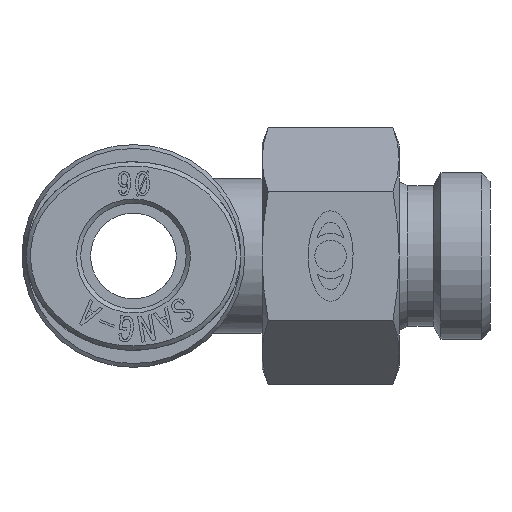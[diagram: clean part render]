
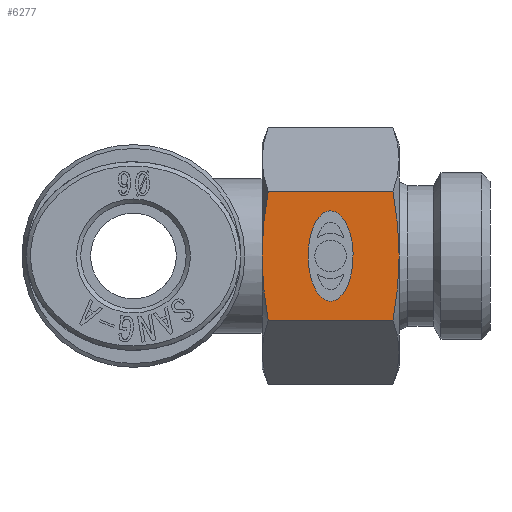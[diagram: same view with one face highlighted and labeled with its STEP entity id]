
A CAD part, left-side view. The second image highlights one B-rep face of the part: STEP entity #6277.
In plain terms, the highlighted face is planar.
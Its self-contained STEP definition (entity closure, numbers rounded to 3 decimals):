
#6159=CARTESIAN_POINT('',(6.5,-4.,-2.63));
#6160=VERTEX_POINT('',#6159);
#6161=CARTESIAN_POINT('',(6.5,-4.,0.));
#6162=DIRECTION('',(-1.0,0.0,0.0));
#6163=DIRECTION('',(0.0,0.0,1.0));
#6164=AXIS2_PLACEMENT_3D('',#6161,#6162,#6163);
#6165=ELLIPSE('',#6164,2.63,1.316);
#6166=EDGE_CURVE('',#6160,#6160,#6165,.T.);
#6191=CARTESIAN_POINT('',(6.5,0.,-3.753));
#6192=DIRECTION('',(1.0,0.0,0.0));
#6193=DIRECTION('',(0.0,0.0,1.0));
#6194=AXIS2_PLACEMENT_3D('',#6191,#6192,#6193);
#6195=PLANE('',#6194);
#6196=CARTESIAN_POINT('',(6.5,-8.,0.0));
#6197=VERTEX_POINT('',#6196);
#6198=CARTESIAN_POINT('',(6.5,-7.634,-3.753));
#6199=VERTEX_POINT('',#6198);
#6200=CARTESIAN_POINT('',(6.5,-8.,0.0));
#6201=CARTESIAN_POINT('',(6.5,-8.,-1.742));
#6202=CARTESIAN_POINT('',(6.5,-7.634,-3.753));
#6210=(BOUNDED_CURVE()B_SPLINE_CURVE(2,(#6200,#6201,#6202),.UNSPECIFIED.,.F.,.U.)B_SPLINE_CURVE_WITH_KNOTS((3,3),(0.643,1.053),.UNSPECIFIED.)CURVE()GEOMETRIC_REPRESENTATION_ITEM()RATIONAL_B_SPLINE_CURVE((1.0,1.061,1.044))REPRESENTATION_ITEM(''));
#6211=EDGE_CURVE('',#6197,#6199,#6210,.T.);
#6212=ORIENTED_EDGE('',*,*,#6211,.T.);
#6213=CARTESIAN_POINT('',(6.5,-0.366,-3.753));
#6214=VERTEX_POINT('',#6213);
#6215=CARTESIAN_POINT('',(6.5,-0.366,-3.753));
#6216=DIRECTION('',(0.0,-1.0,0.0));
#6217=VECTOR('',#6216,7.268);
#6218=LINE('',#6215,#6217);
#6219=EDGE_CURVE('',#6214,#6199,#6218,.T.);
#6220=ORIENTED_EDGE('',*,*,#6219,.F.);
#6221=CARTESIAN_POINT('',(6.5,0.0,0.0));
#6222=VERTEX_POINT('',#6221);
#6223=CARTESIAN_POINT('',(6.5,-0.366,-3.753));
#6224=CARTESIAN_POINT('',(6.5,0.,-1.742));
#6225=CARTESIAN_POINT('',(6.5,0.,0.0));
#6233=(BOUNDED_CURVE()B_SPLINE_CURVE(2,(#6223,#6224,#6225),.UNSPECIFIED.,.F.,.U.)B_SPLINE_CURVE_WITH_KNOTS((3,3),(0.234,0.643),.UNSPECIFIED.)CURVE()GEOMETRIC_REPRESENTATION_ITEM()RATIONAL_B_SPLINE_CURVE((1.044,1.061,1.0))REPRESENTATION_ITEM(''));
#6234=EDGE_CURVE('',#6214,#6222,#6233,.T.);
#6235=ORIENTED_EDGE('',*,*,#6234,.T.);
#6236=CARTESIAN_POINT('',(6.5,-0.366,3.753));
#6237=VERTEX_POINT('',#6236);
#6238=CARTESIAN_POINT('',(6.5,0.,0.0));
#6239=CARTESIAN_POINT('',(6.5,0.,1.742));
#6240=CARTESIAN_POINT('',(6.5,-0.366,3.753));
#6248=(BOUNDED_CURVE()B_SPLINE_CURVE(2,(#6238,#6239,#6240),.UNSPECIFIED.,.F.,.U.)B_SPLINE_CURVE_WITH_KNOTS((3,3),(0.643,1.053),.UNSPECIFIED.)CURVE()GEOMETRIC_REPRESENTATION_ITEM()RATIONAL_B_SPLINE_CURVE((1.0,1.061,1.044))REPRESENTATION_ITEM(''));
#6249=EDGE_CURVE('',#6222,#6237,#6248,.T.);
#6250=ORIENTED_EDGE('',*,*,#6249,.T.);
#6251=CARTESIAN_POINT('',(6.5,-7.634,3.753));
#6252=VERTEX_POINT('',#6251);
#6253=CARTESIAN_POINT('',(6.5,-0.366,3.753));
#6254=DIRECTION('',(0.0,-1.0,0.0));
#6255=VECTOR('',#6254,7.268);
#6256=LINE('',#6253,#6255);
#6257=EDGE_CURVE('',#6237,#6252,#6256,.T.);
#6258=ORIENTED_EDGE('',*,*,#6257,.T.);
#6259=CARTESIAN_POINT('',(6.5,-7.634,3.753));
#6260=CARTESIAN_POINT('',(6.5,-8.,1.742));
#6261=CARTESIAN_POINT('',(6.5,-8.,0.0));
#6269=(BOUNDED_CURVE()B_SPLINE_CURVE(2,(#6259,#6260,#6261),.UNSPECIFIED.,.F.,.U.)B_SPLINE_CURVE_WITH_KNOTS((3,3),(0.234,0.643),.UNSPECIFIED.)CURVE()GEOMETRIC_REPRESENTATION_ITEM()RATIONAL_B_SPLINE_CURVE((1.044,1.061,1.0))REPRESENTATION_ITEM(''));
#6270=EDGE_CURVE('',#6252,#6197,#6269,.T.);
#6271=ORIENTED_EDGE('',*,*,#6270,.T.);
#6272=EDGE_LOOP('',(#6212,#6220,#6235,#6250,#6258,#6271));
#6273=FACE_OUTER_BOUND('',#6272,.T.);
#6274=ORIENTED_EDGE('',*,*,#6166,.T.);
#6275=EDGE_LOOP('',(#6274));
#6276=FACE_BOUND('',#6275,.T.);
#6277=ADVANCED_FACE('',(#6273,#6276),#6195,.T.);
